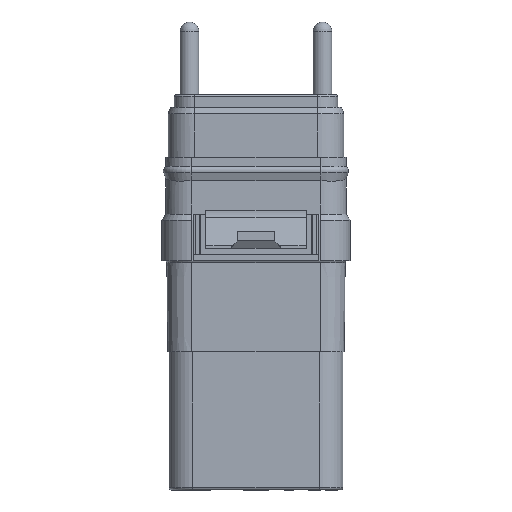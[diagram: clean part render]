
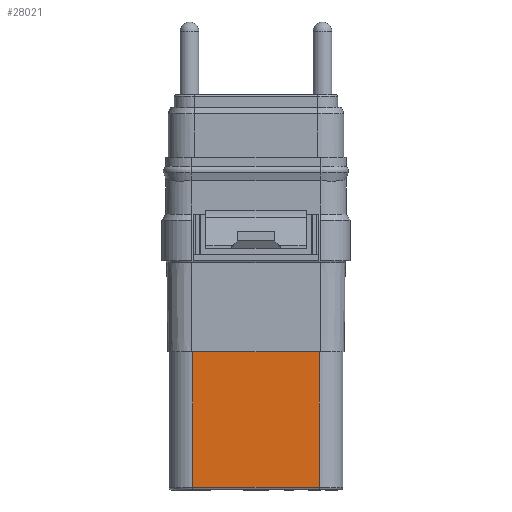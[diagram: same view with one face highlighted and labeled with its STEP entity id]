
A CAD part, front view. The second image highlights one B-rep face of the part: STEP entity #28021.
In plain terms, the highlighted planar face has unit normal (0, -1, 0).
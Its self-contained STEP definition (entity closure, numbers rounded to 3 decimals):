
#46=DIRECTION('',(1.,0.,0.));
#47=VECTOR('',#46,10.05);
#48=CARTESIAN_POINT('',(-5.025,-5.8,-7.46));
#49=LINE('',#48,#47);
#5792=DIRECTION('',(0.,0.,-1.));
#5793=VECTOR('',#5792,10.8);
#5794=CARTESIAN_POINT('',(5.025,-5.8,-7.46));
#5795=LINE('',#5794,#5793);
#5796=DIRECTION('',(-1.,0.,0.));
#5797=VECTOR('',#5796,10.05);
#5798=CARTESIAN_POINT('',(5.025,-5.8,-18.26));
#5799=LINE('',#5798,#5797);
#5800=DIRECTION('',(0.,0.,-1.));
#5801=VECTOR('',#5800,10.8);
#5802=CARTESIAN_POINT('',(-5.025,-5.8,-7.46));
#5803=LINE('',#5802,#5801);
#19819=CARTESIAN_POINT('',(5.025,-5.8,-18.26));
#19821=VERTEX_POINT('',#19819);
#19824=CARTESIAN_POINT('',(-5.025,-5.8,-18.26));
#19825=VERTEX_POINT('',#19824);
#20115=CARTESIAN_POINT('',(-5.025,-5.8,-7.46));
#20116=CARTESIAN_POINT('',(5.025,-5.8,-7.46));
#20117=VERTEX_POINT('',#20115);
#20118=VERTEX_POINT('',#20116);
#28009=CARTESIAN_POINT('',(-6.925,-5.8,-18.46));
#28010=DIRECTION('',(0.,-1.,0.));
#28011=DIRECTION('',(1.,0.,0.));
#28012=AXIS2_PLACEMENT_3D('',#28009,#28010,#28011);
#28013=PLANE('',#28012);
#28014=ORIENTED_EDGE('',*,*,#22060,.T.);
#28016=ORIENTED_EDGE('',*,*,#28015,.T.);
#28017=ORIENTED_EDGE('',*,*,#27922,.T.);
#28018=ORIENTED_EDGE('',*,*,#28002,.F.);
#28019=EDGE_LOOP('',(#28014,#28016,#28017,#28018));
#28020=FACE_OUTER_BOUND('',#28019,.F.);
#28021=ADVANCED_FACE('',(#28020),#28013,.T.);
#22060=EDGE_CURVE('',#20117,#20118,#49,.T.);
#27922=EDGE_CURVE('',#19821,#19825,#5799,.T.);
#28002=EDGE_CURVE('',#20117,#19825,#5803,.T.);
#28015=EDGE_CURVE('',#20118,#19821,#5795,.T.);
